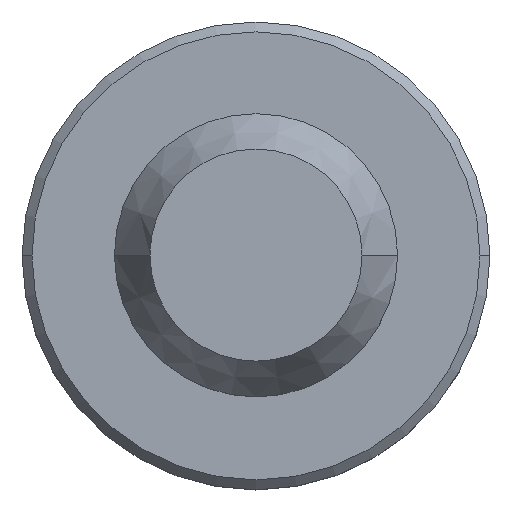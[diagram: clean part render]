
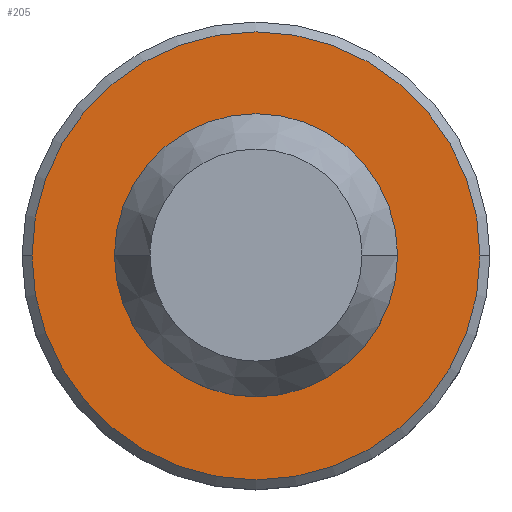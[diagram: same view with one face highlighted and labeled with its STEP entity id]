
A CAD part, top view. The second image highlights one B-rep face of the part: STEP entity #205.
In plain terms, the highlighted planar face has unit normal (0, 0, 1).
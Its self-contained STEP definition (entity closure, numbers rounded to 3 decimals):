
#30 = DIRECTION ( 'NONE',  ( 1., 0., 0. ) ) ;
#58 = CIRCLE ( 'NONE', #1147, 18.2 ) ;
#67 = CARTESIAN_POINT ( 'NONE',  ( -18.2, 0., -35. ) ) ;
#112 = ORIENTED_EDGE ( 'NONE', *, *, #605, .F. ) ;
#165 = CARTESIAN_POINT ( 'NONE',  ( -10.5, 0., -35. ) ) ;
#205 = ADVANCED_FACE ( 'NONE', ( #697, #596 ), #918, .F. ) ;
#211 = EDGE_CURVE ( 'NONE', #726, #740, #543, .T. ) ;
#228 = CIRCLE ( 'NONE', #950, 10.5 ) ;
#269 = DIRECTION ( 'NONE',  ( 0., 0., 1. ) ) ;
#329 = ORIENTED_EDGE ( 'NONE', *, *, #782, .T. ) ;
#355 = EDGE_CURVE ( 'NONE', #511, #466, #228, .T. ) ;
#370 = DIRECTION ( 'NONE',  ( 1., 0., 0. ) ) ;
#373 = AXIS2_PLACEMENT_3D ( 'NONE', #438, #1003, #30 ) ;
#379 = DIRECTION ( 'NONE',  ( 0., 0., -1. ) ) ;
#385 = EDGE_LOOP ( 'NONE', ( #578, #112 ) ) ;
#403 = CARTESIAN_POINT ( 'NONE',  ( 0., 0., -35. ) ) ;
#424 = AXIS2_PLACEMENT_3D ( 'NONE', #1110, #379, #542 ) ;
#438 = CARTESIAN_POINT ( 'NONE',  ( 0., 0., -35. ) ) ;
#466 = VERTEX_POINT ( 'NONE', #165 ) ;
#489 = CIRCLE ( 'NONE', #612, 10.5 ) ;
#496 = EDGE_LOOP ( 'NONE', ( #329, #980 ) ) ;
#509 = CARTESIAN_POINT ( 'NONE',  ( 0., 0., -35. ) ) ;
#511 = VERTEX_POINT ( 'NONE', #805 ) ;
#542 = DIRECTION ( 'NONE',  ( -1., 0., 0. ) ) ;
#543 = CIRCLE ( 'NONE', #373, 18.2 ) ;
#578 = ORIENTED_EDGE ( 'NONE', *, *, #355, .F. ) ;
#596 = FACE_OUTER_BOUND ( 'NONE', #496, .T. ) ;
#605 = EDGE_CURVE ( 'NONE', #466, #511, #489, .T. ) ;
#612 = AXIS2_PLACEMENT_3D ( 'NONE', #937, #1124, #370 ) ;
#697 = FACE_BOUND ( 'NONE', #385, .T. ) ;
#726 = VERTEX_POINT ( 'NONE', #824 ) ;
#740 = VERTEX_POINT ( 'NONE', #67 ) ;
#749 = DIRECTION ( 'NONE',  ( 1., 0., 0. ) ) ;
#782 = EDGE_CURVE ( 'NONE', #740, #726, #58, .T. ) ;
#805 = CARTESIAN_POINT ( 'NONE',  ( 10.5, 0., -35. ) ) ;
#824 = CARTESIAN_POINT ( 'NONE',  ( 18.2, 0., -35. ) ) ;
#847 = DIRECTION ( 'NONE',  ( 1., 0., 0. ) ) ;
#918 = PLANE ( 'NONE',  #424 ) ;
#937 = CARTESIAN_POINT ( 'NONE',  ( 0., 0., -35. ) ) ;
#950 = AXIS2_PLACEMENT_3D ( 'NONE', #509, #269, #749 ) ;
#980 = ORIENTED_EDGE ( 'NONE', *, *, #211, .T. ) ;
#1003 = DIRECTION ( 'NONE',  ( 0., 0., 1. ) ) ;
#1110 = CARTESIAN_POINT ( 'NONE',  ( 0., 10.5, -35. ) ) ;
#1124 = DIRECTION ( 'NONE',  ( 0., 0., 1. ) ) ;
#1135 = DIRECTION ( 'NONE',  ( 0., 0., 1. ) ) ;
#1147 = AXIS2_PLACEMENT_3D ( 'NONE', #403, #1135, #847 ) ;
